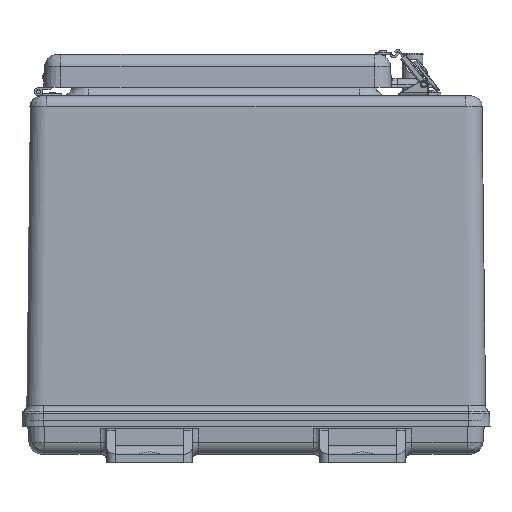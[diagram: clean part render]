
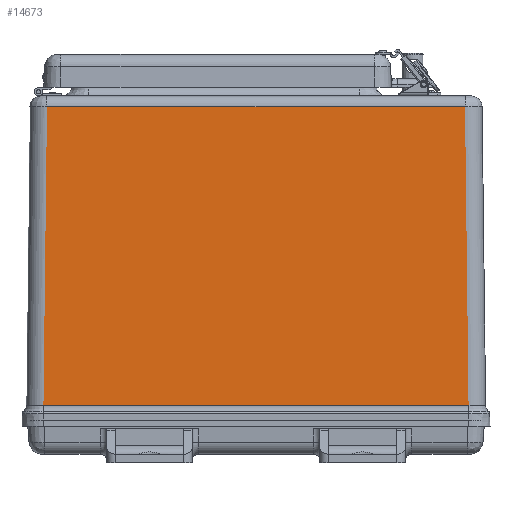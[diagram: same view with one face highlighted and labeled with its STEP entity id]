
A CAD part, front view. The second image highlights one B-rep face of the part: STEP entity #14673.
In plain terms, the highlighted planar face has unit normal (0, -1, 0.012).
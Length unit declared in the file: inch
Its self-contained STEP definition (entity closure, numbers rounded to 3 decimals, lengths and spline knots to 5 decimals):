
#516=PLANE($,#15682);
#887=LINE($,#22471,#2045);
#908=LINE($,#23076,#2066);
#909=LINE($,#23078,#2067);
#938=LINE($,#23720,#2096);
#939=LINE($,#23721,#2097);
#1004=LINE($,#25094,#2162);
#1006=LINE($,#25171,#2164);
#1007=LINE($,#25172,#2165);
#2045=VECTOR($,#17413,12.46092);
#2066=VECTOR($,#17464,0.0085);
#2067=VECTOR($,#17465,0.00003);
#2096=VECTOR($,#17514,0.00003);
#2097=VECTOR($,#17515,0.0085);
#2162=VECTOR($,#17814,12.25476);
#2164=VECTOR($,#17824,8.75252);
#2165=VECTOR($,#17825,8.75252);
#3733=FACE_OUTER_BOUND($,#4659,.T.);
#4659=EDGE_LOOP($,(#10604,#10605,#10606,#10607,#10608,#10609,#10610,#10611));
#6532=VERTEX_POINT($,#22447);
#6536=VERTEX_POINT($,#22469);
#6562=VERTEX_POINT($,#23075);
#6563=VERTEX_POINT($,#23077);
#6592=VERTEX_POINT($,#23711);
#6593=VERTEX_POINT($,#23719);
#6667=VERTEX_POINT($,#25015);
#6669=VERTEX_POINT($,#25092);
#7958=EDGE_CURVE($,#6536,#6532,#887,.T.);
#7997=EDGE_CURVE($,#6532,#6562,#908,.T.);
#7998=EDGE_CURVE($,#6563,#6562,#909,.T.);
#8046=EDGE_CURVE($,#6593,#6592,#938,.T.);
#8047=EDGE_CURVE($,#6536,#6593,#939,.T.);
#8187=EDGE_CURVE($,#6667,#6669,#1004,.T.);
#8191=EDGE_CURVE($,#6669,#6592,#1006,.T.);
#8192=EDGE_CURVE($,#6563,#6667,#1007,.T.);
#10604=ORIENTED_EDGE($,*,*,#7958,.F.);
#10605=ORIENTED_EDGE($,*,*,#8047,.T.);
#10606=ORIENTED_EDGE($,*,*,#8046,.T.);
#10607=ORIENTED_EDGE($,*,*,#8191,.F.);
#10608=ORIENTED_EDGE($,*,*,#8187,.F.);
#10609=ORIENTED_EDGE($,*,*,#8192,.F.);
#10610=ORIENTED_EDGE($,*,*,#7998,.T.);
#10611=ORIENTED_EDGE($,*,*,#7997,.F.);
#14673=ADVANCED_FACE($,(#3733),#516,.T.);
#15682=AXIS2_PLACEMENT_3D($,#25170,#17822,#17823);
#17413=DIRECTION($,(-1.,0.,0.));
#17464=DIRECTION($,(0.,0.012,1.));
#17465=DIRECTION($,(1.,0.,0.));
#17514=DIRECTION($,(1.,0.,0.));
#17515=DIRECTION($,(0.,0.012,1.));
#17814=DIRECTION($,(1.,0.,0.));
#17822=DIRECTION('center_axis',(0.,-1.,0.012));
#17823=DIRECTION('ref_axis',(0.,-0.012,-1.));
#17824=DIRECTION($,(0.012,-0.012,-1.));
#17825=DIRECTION($,(0.012,0.012,1.));
#22447=CARTESIAN_POINT('',(-6.23046,-12.2916,-0.0085));
#22469=CARTESIAN_POINT('',(6.23046,-12.2916,-0.0085));
#22471=CARTESIAN_POINT($,(6.23046,-12.2916,-0.0085));
#23075=CARTESIAN_POINT('',(-6.23046,-12.2915,0.));
#23076=CARTESIAN_POINT($,(-6.23046,-12.2916,-0.0085));
#23077=CARTESIAN_POINT('',(-6.23048,-12.2915,0.));
#23078=CARTESIAN_POINT($,(-6.23048,-12.2915,0.));
#23711=CARTESIAN_POINT('',(6.23048,-12.2915,0.));
#23719=CARTESIAN_POINT('',(6.23046,-12.2915,0.));
#23720=CARTESIAN_POINT($,(6.23046,-12.2915,0.));
#23721=CARTESIAN_POINT($,(6.23046,-12.2916,-0.0085));
#25015=CARTESIAN_POINT('',(-6.12738,-12.1884,8.75131));
#25092=CARTESIAN_POINT('',(6.12738,-12.1884,8.75131));
#25094=CARTESIAN_POINT($,(-6.12738,-12.1884,8.75131));
#25170=CARTESIAN_POINT('Origin',(-6.73045,-12.2915,0.));
#25171=CARTESIAN_POINT($,(6.12738,-12.1884,8.75131));
#25172=CARTESIAN_POINT($,(-6.23048,-12.2915,0.));
